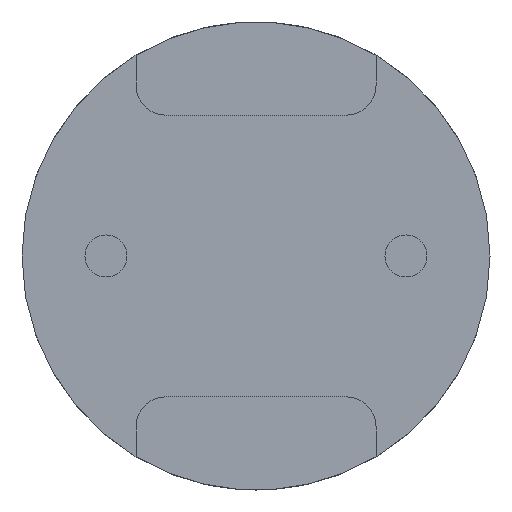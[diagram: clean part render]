
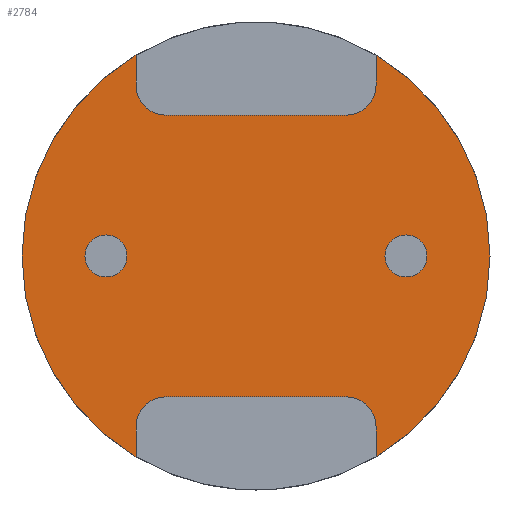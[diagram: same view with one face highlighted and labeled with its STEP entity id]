
A CAD part, front view. The second image highlights one B-rep face of the part: STEP entity #2784.
In plain terms, the highlighted planar face has unit normal (0, -1, 0).
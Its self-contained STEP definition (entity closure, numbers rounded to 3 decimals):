
#1=CARTESIAN_POINT('',(2.5,-2.25,0.));
#2=DIRECTION('',(0.,-1.,0.));
#3=DIRECTION('',(1.,0.,0.));
#4=AXIS2_PLACEMENT_3D('',#1,#2,#3);
#6=CARTESIAN_POINT('',(2.5,-2.25,0.));
#7=DIRECTION('',(0.,-1.,0.));
#8=DIRECTION('',(-1.,0.,0.));
#9=AXIS2_PLACEMENT_3D('',#6,#7,#8);
#11=CARTESIAN_POINT('',(-2.5,-2.25,0.));
#12=DIRECTION('',(0.,-1.,0.));
#13=DIRECTION('',(1.,0.,0.));
#14=AXIS2_PLACEMENT_3D('',#11,#12,#13);
#16=CARTESIAN_POINT('',(-2.5,-2.25,0.));
#17=DIRECTION('',(0.,-1.,0.));
#18=DIRECTION('',(-1.,0.,0.));
#19=AXIS2_PLACEMENT_3D('',#16,#17,#18);
#21=DIRECTION('',(0.,0.,1.));
#22=VECTOR('',#21,0.5);
#23=CARTESIAN_POINT('',(2.,-2.25,-3.348));
#24=LINE('',#23,#22);
#25=DIRECTION('',(-1.,0.,0.));
#26=VECTOR('',#25,3.);
#27=CARTESIAN_POINT('',(1.5,-2.25,-2.348));
#28=LINE('',#27,#26);
#29=DIRECTION('',(0.,0.,-1.));
#30=VECTOR('',#29,0.5);
#31=CARTESIAN_POINT('',(-2.,-2.25,-2.848));
#32=LINE('',#31,#30);
#33=CARTESIAN_POINT('',(0.,-2.25,0.));
#34=DIRECTION('',(0.,-1.,0.));
#35=DIRECTION('',(-1.,0.,0.));
#36=AXIS2_PLACEMENT_3D('',#33,#34,#35);
#38=CARTESIAN_POINT('',(0.,-2.25,0.));
#39=DIRECTION('',(0.,-1.,0.));
#40=DIRECTION('',(-0.513,0.,0.858));
#41=AXIS2_PLACEMENT_3D('',#38,#39,#40);
#43=DIRECTION('',(0.,0.,-1.));
#44=VECTOR('',#43,0.5);
#45=CARTESIAN_POINT('',(-2.,-2.25,3.348));
#46=LINE('',#45,#44);
#47=DIRECTION('',(1.,0.,0.));
#48=VECTOR('',#47,3.);
#49=CARTESIAN_POINT('',(-1.5,-2.25,2.348));
#50=LINE('',#49,#48);
#51=DIRECTION('',(0.,0.,1.));
#52=VECTOR('',#51,0.5);
#53=CARTESIAN_POINT('',(2.,-2.25,2.848));
#54=LINE('',#53,#52);
#55=CARTESIAN_POINT('',(0.,-2.25,0.));
#56=DIRECTION('',(0.,-1.,0.));
#57=DIRECTION('',(1.,0.,0.));
#58=AXIS2_PLACEMENT_3D('',#55,#56,#57);
#60=CARTESIAN_POINT('',(0.,-2.25,0.));
#61=DIRECTION('',(0.,-1.,0.));
#62=DIRECTION('',(0.513,0.,-0.858));
#63=AXIS2_PLACEMENT_3D('',#60,#61,#62);
#109=CARTESIAN_POINT('',(1.5,-2.25,-2.848));
#110=DIRECTION('',(0.,1.,0.));
#111=DIRECTION('',(0.,0.,1.));
#112=AXIS2_PLACEMENT_3D('',#109,#110,#111);
#168=CARTESIAN_POINT('',(-1.5,-2.25,-2.848));
#169=DIRECTION('',(0.,1.,0.));
#170=DIRECTION('',(-1.,0.,0.));
#171=AXIS2_PLACEMENT_3D('',#168,#169,#170);
#205=CARTESIAN_POINT('',(1.5,-2.25,2.848));
#206=DIRECTION('',(0.,1.,0.));
#207=DIRECTION('',(1.,0.,0.));
#208=AXIS2_PLACEMENT_3D('',#205,#206,#207);
#218=CARTESIAN_POINT('',(-1.5,-2.25,2.848));
#219=DIRECTION('',(0.,1.,0.));
#220=DIRECTION('',(0.,0.,-1.));
#221=AXIS2_PLACEMENT_3D('',#218,#219,#220);
#2653=CARTESIAN_POINT('',(-3.9,-2.25,0.));
#2654=VERTEX_POINT('',#2653);
#2655=CARTESIAN_POINT('',(3.9,-2.25,0.));
#2656=VERTEX_POINT('',#2655);
#2675=CARTESIAN_POINT('',(-2.,-2.25,-3.348));
#2676=VERTEX_POINT('',#2675);
#2677=CARTESIAN_POINT('',(2.,-2.25,-3.348));
#2678=VERTEX_POINT('',#2677);
#2679=CARTESIAN_POINT('',(2.,-2.25,3.348));
#2680=VERTEX_POINT('',#2679);
#2681=CARTESIAN_POINT('',(-2.,-2.25,3.348));
#2682=VERTEX_POINT('',#2681);
#2684=CARTESIAN_POINT('',(-1.5,-2.25,-2.348));
#2686=VERTEX_POINT('',#2684);
#2689=CARTESIAN_POINT('',(-2.,-2.25,-2.848));
#2690=VERTEX_POINT('',#2689);
#2692=CARTESIAN_POINT('',(2.,-2.25,-2.848));
#2694=VERTEX_POINT('',#2692);
#2697=CARTESIAN_POINT('',(1.5,-2.25,-2.348));
#2698=VERTEX_POINT('',#2697);
#2700=CARTESIAN_POINT('',(-2.,-2.25,2.848));
#2702=VERTEX_POINT('',#2700);
#2705=CARTESIAN_POINT('',(-1.5,-2.25,2.348));
#2706=VERTEX_POINT('',#2705);
#2708=CARTESIAN_POINT('',(1.5,-2.25,2.348));
#2710=VERTEX_POINT('',#2708);
#2713=CARTESIAN_POINT('',(2.,-2.25,2.848));
#2714=VERTEX_POINT('',#2713);
#2723=CARTESIAN_POINT('',(2.85,-2.25,0.));
#2724=CARTESIAN_POINT('',(2.15,-2.25,0.));
#2725=VERTEX_POINT('',#2723);
#2726=VERTEX_POINT('',#2724);
#2727=CARTESIAN_POINT('',(-2.15,-2.25,0.));
#2728=CARTESIAN_POINT('',(-2.85,-2.25,0.));
#2729=VERTEX_POINT('',#2727);
#2730=VERTEX_POINT('',#2728);
#2737=CARTESIAN_POINT('',(0.,-2.25,0.));
#2738=DIRECTION('',(0.,1.,0.));
#2739=DIRECTION('',(1.,0.,0.));
#2740=AXIS2_PLACEMENT_3D('',#2737,#2738,#2739);
#2741=PLANE('',#2740);
#2743=ORIENTED_EDGE('',*,*,#2742,.T.);
#2745=ORIENTED_EDGE('',*,*,#2744,.F.);
#2747=ORIENTED_EDGE('',*,*,#2746,.T.);
#2749=ORIENTED_EDGE('',*,*,#2748,.F.);
#2751=ORIENTED_EDGE('',*,*,#2750,.T.);
#2753=ORIENTED_EDGE('',*,*,#2752,.F.);
#2755=ORIENTED_EDGE('',*,*,#2754,.F.);
#2757=ORIENTED_EDGE('',*,*,#2756,.T.);
#2759=ORIENTED_EDGE('',*,*,#2758,.F.);
#2761=ORIENTED_EDGE('',*,*,#2760,.T.);
#2763=ORIENTED_EDGE('',*,*,#2762,.F.);
#2765=ORIENTED_EDGE('',*,*,#2764,.T.);
#2767=ORIENTED_EDGE('',*,*,#2766,.F.);
#2769=ORIENTED_EDGE('',*,*,#2768,.F.);
#2770=EDGE_LOOP('',(#2743,#2745,#2747,#2749,#2751,#2753,#2755,#2757,#2759,#2761,
#2763,#2765,#2767,#2769));
#2771=FACE_OUTER_BOUND('',#2770,.F.);
#2773=ORIENTED_EDGE('',*,*,#2772,.T.);
#2775=ORIENTED_EDGE('',*,*,#2774,.T.);
#2776=EDGE_LOOP('',(#2773,#2775));
#2777=FACE_BOUND('',#2776,.F.);
#2779=ORIENTED_EDGE('',*,*,#2778,.T.);
#2781=ORIENTED_EDGE('',*,*,#2780,.T.);
#2782=EDGE_LOOP('',(#2779,#2781));
#2783=FACE_BOUND('',#2782,.F.);
#5=CIRCLE('',#4,0.35);
#10=CIRCLE('',#9,0.35);
#15=CIRCLE('',#14,0.35);
#20=CIRCLE('',#19,0.35);
#37=CIRCLE('',#36,3.9);
#42=CIRCLE('',#41,3.9);
#59=CIRCLE('',#58,3.9);
#64=CIRCLE('',#63,3.9);
#113=CIRCLE('',#112,0.5);
#172=CIRCLE('',#171,0.5);
#209=CIRCLE('',#208,0.5);
#222=CIRCLE('',#221,0.5);
#2742=EDGE_CURVE('',#2678,#2694,#24,.T.);
#2744=EDGE_CURVE('',#2698,#2694,#113,.T.);
#2746=EDGE_CURVE('',#2698,#2686,#28,.T.);
#2748=EDGE_CURVE('',#2690,#2686,#172,.T.);
#2750=EDGE_CURVE('',#2690,#2676,#32,.T.);
#2752=EDGE_CURVE('',#2654,#2676,#37,.T.);
#2754=EDGE_CURVE('',#2682,#2654,#42,.T.);
#2756=EDGE_CURVE('',#2682,#2702,#46,.T.);
#2758=EDGE_CURVE('',#2706,#2702,#222,.T.);
#2760=EDGE_CURVE('',#2706,#2710,#50,.T.);
#2762=EDGE_CURVE('',#2714,#2710,#209,.T.);
#2764=EDGE_CURVE('',#2714,#2680,#54,.T.);
#2766=EDGE_CURVE('',#2656,#2680,#59,.T.);
#2768=EDGE_CURVE('',#2678,#2656,#64,.T.);
#2772=EDGE_CURVE('',#2729,#2730,#15,.T.);
#2774=EDGE_CURVE('',#2730,#2729,#20,.T.);
#2778=EDGE_CURVE('',#2725,#2726,#5,.T.);
#2780=EDGE_CURVE('',#2726,#2725,#10,.T.);
#2784=ADVANCED_FACE('',(#2771,#2777,#2783),#2741,.F.);
